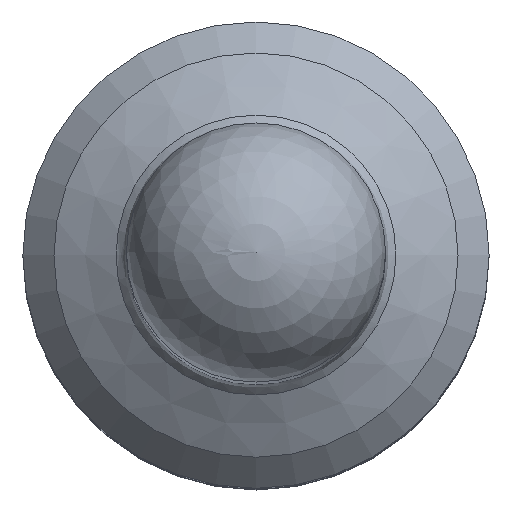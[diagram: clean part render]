
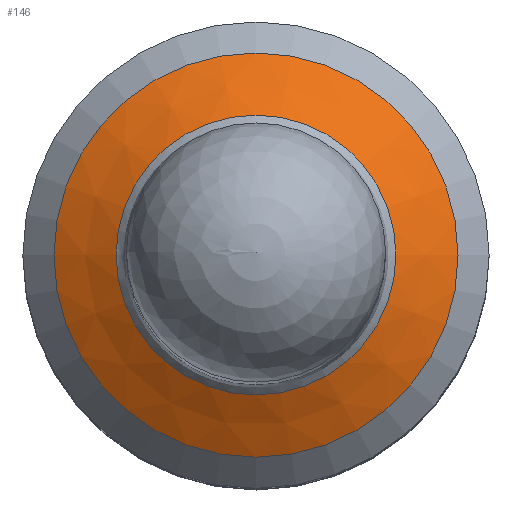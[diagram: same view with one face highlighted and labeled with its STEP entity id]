
A CAD part, top view. The second image highlights one B-rep face of the part: STEP entity #146.
In plain terms, the highlighted conical face has half-angle 60 degrees and reference radius 1.35 mm.
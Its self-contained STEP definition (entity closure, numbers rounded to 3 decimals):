
#70=CONICAL_SURFACE('',#406,1.35,60.);
#85=CIRCLE('',#404,1.35);
#86=CIRCLE('',#405,1.95);
#110=FACE_BOUND('',#190,.T.);
#111=FACE_BOUND('',#191,.T.);
#146=ADVANCED_FACE('',(#110,#111),#70,.T.);
#190=EDGE_LOOP('',(#259));
#191=EDGE_LOOP('',(#260));
#259=ORIENTED_EDGE('',*,*,#340,.F.);
#260=ORIENTED_EDGE('',*,*,#339,.T.);
#308=VERTEX_POINT('',#670);
#309=VERTEX_POINT('',#693);
#339=EDGE_CURVE('',#308,#308,#85,.T.);
#340=EDGE_CURVE('',#309,#309,#86,.T.);
#404=AXIS2_PLACEMENT_3D('',#669,#465,#466);
#405=AXIS2_PLACEMENT_3D('',#692,#467,#468);
#406=AXIS2_PLACEMENT_3D('',#694,#469,#470);
#465=DIRECTION('',(0.,0.,-1.));
#466=DIRECTION('',(-1.,0.,0.));
#467=DIRECTION('',(0.,0.,-1.));
#468=DIRECTION('',(-1.,0.,0.));
#469=DIRECTION('',(0.,0.,-1.));
#470=DIRECTION('',(-1.,0.,0.));
#669=CARTESIAN_POINT('',(0.,0.,9.842));
#670=CARTESIAN_POINT('',(-1.35,0.,9.842));
#692=CARTESIAN_POINT('',(0.,0.,9.496));
#693=CARTESIAN_POINT('',(-1.95,0.,9.496));
#694=CARTESIAN_POINT('',(0.,0.,9.842));
